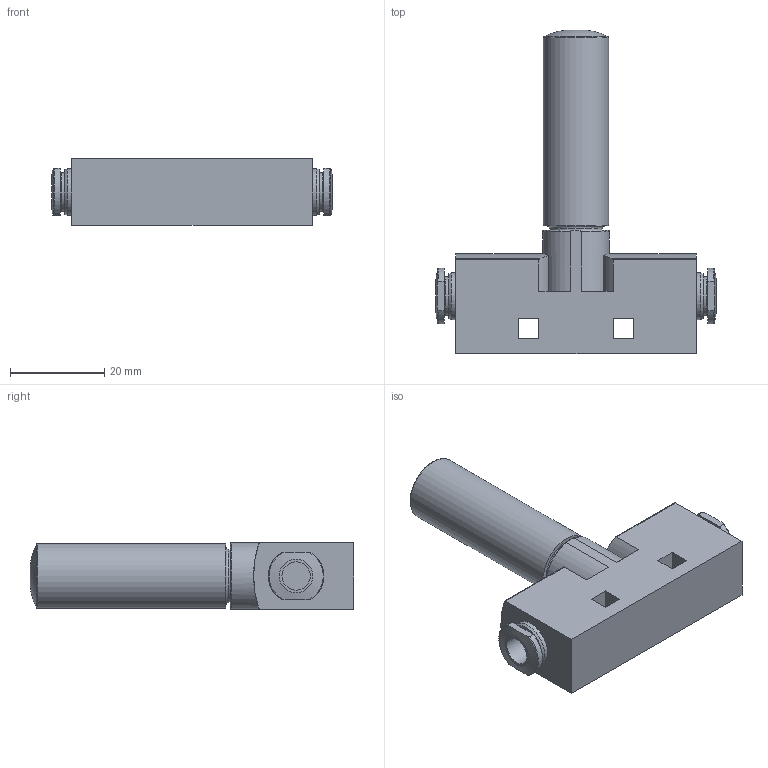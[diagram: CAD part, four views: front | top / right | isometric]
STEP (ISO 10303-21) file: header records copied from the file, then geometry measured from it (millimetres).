
FILE_DESCRIPTION(/* description */ ('STEP AP214'),/* implementation_level */ '2;1');
FILE_NAME(/* name */ '193540_VN-05-M-T3-PQ2-VQ2-RO1',/* time_stamp */ '2024-09-16T23:37:43+02:00',/* author */ ('License CC BY-ND 4.0'),/* organization */ ('CADENAS'),/* preprocessor_version */ 'ST-DEVELOPER v19.3',/* originating_system */ 'PARTsolutions',/* authorisation */ ' ');
FILE_SCHEMA (('AUTOMOTIVE_DESIGN {1 0 10303 214 3 1 1}'));
Length unit declared in the file: millimetre
Products named in the file (1): 193540 VN-05-M-T3-PQ2-VQ2-RO1
Bounding box: 59.4 x 68.6 x 14 mm (x, y, z)
Volume: 21539.7 mm3; surface area: 7309.5 mm2
Topology: 1 solids, 1 shells, 70 faces, 168 edges, 110 vertices
Faces by surface type: plane 32, cylinder 24, torus 10, cone 4
Full cylindrical faces by diameter (mm): 6 x2, 8.1 x2, 10 x2, 11.2 x1, 13.8 x1
Entity records: 2487 total; most frequent: CARTESIAN_POINT 423, DIRECTION 318, ORIENTED_EDGE 292, EDGE_CURVE 146, AXIS2_PLACEMENT_3D 125, VERTEX_POINT 106, EDGE_LOOP 102, FACE_BOUND 102
